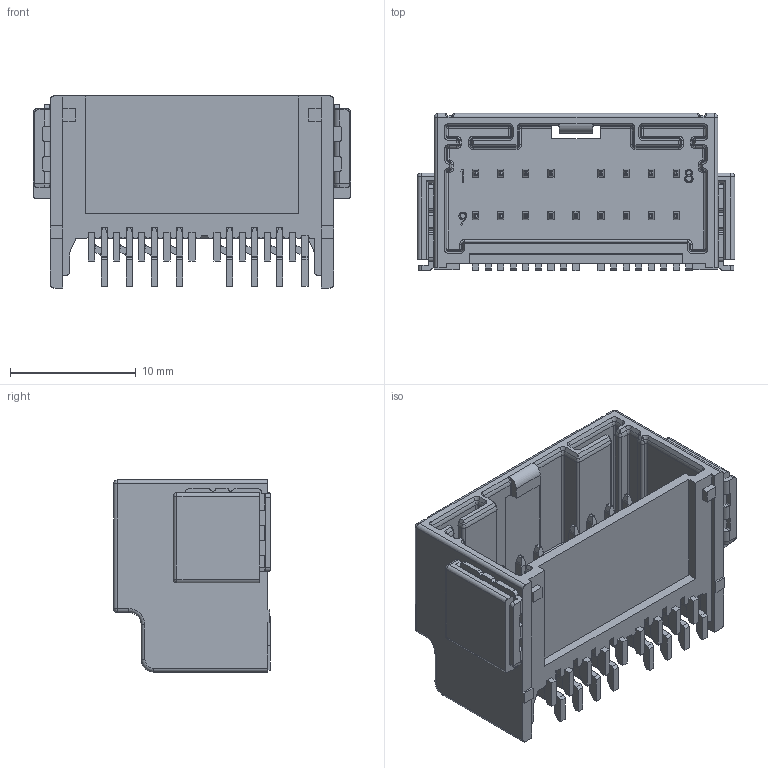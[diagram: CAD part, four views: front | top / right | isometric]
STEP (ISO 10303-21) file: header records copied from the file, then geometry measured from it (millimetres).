
FILE_DESCRIPTION (( 'STEP AP214' ), '1' );
FILE_NAME ('C_020_D_C_TR_SMT_17M_H_ASSY_(A)_Rev.1.STEP', '2022-09-23T10:34:02', ( 'jkhwang' ), ( '' ), 'SwSTEP 2.0', 'SolidWorks 2020', '' );
FILE_SCHEMA (( 'AUTOMOTIVE_DESIGN' ));
Length unit declared in the file: millimetre
Products named in the file (1): C_020_D_C_TR_SMT_17M_H_ASSY_(A)_Rev.1
Bounding box: 25.3 x 12.5 x 15.3 mm (x, y, z)
Volume: 1484.3 mm3; surface area: 3263.5 mm2
Topology: 1 solids, 1 shells, 1737 faces, 4620 edges, 2852 vertices
Faces by surface type: plane 1063, cylinder 502, torus 58, bspline 46, cone 40, sphere 28
Entity records: 75069 total; most frequent: CARTESIAN_POINT 13344, ORIENTED_EDGE 9152, DIRECTION 8455, EDGE_CURVE 4576, LINE 3403, VECTOR 3403, VERTEX_POINT 2852, AXIS2_PLACEMENT_3D 2526
